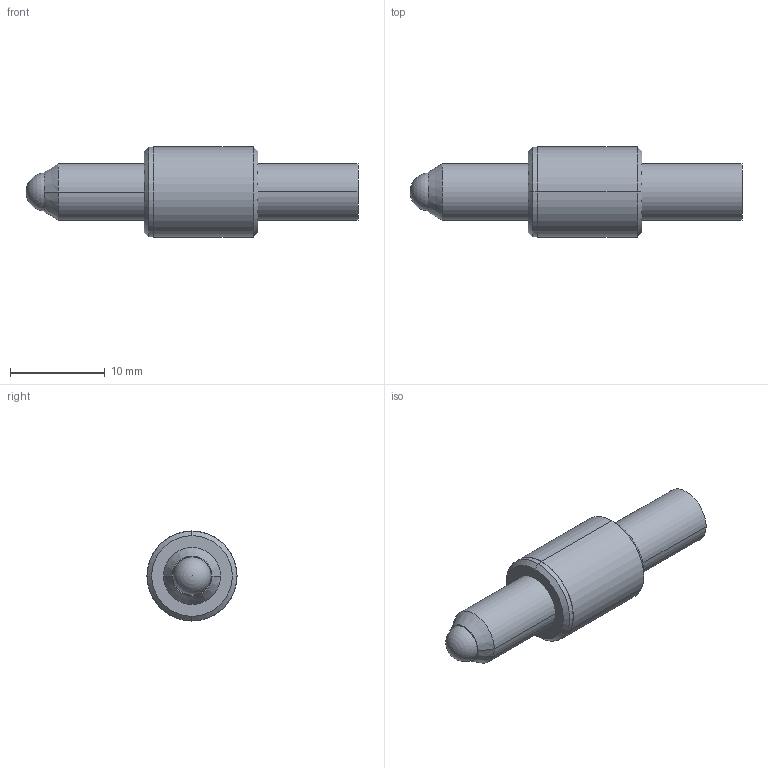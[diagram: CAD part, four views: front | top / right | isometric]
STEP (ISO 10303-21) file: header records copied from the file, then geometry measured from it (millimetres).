
FILE_DESCRIPTION (( 'STEP AP203' ), '1' );
FILE_NAME ('07SRW-6B.STEP', '2022-07-20T01:35:19', ( '' ), ( '' ), 'SwSTEP 2.0', 'SolidWorks 2021', '' );
FILE_SCHEMA (( 'CONFIG_CONTROL_DESIGN' ));
Length unit declared in the file: millimetre
Products named in the file (1): 07SRW-6B
Bounding box: 35 x 9.5 x 9.5 mm (x, y, z)
Volume: 1457 mm3; surface area: 1403.5 mm2
Topology: 3 solids, 3 shells, 32 faces, 71 edges, 44 vertices
Faces by surface type: plane 12, cylinder 10, cone 8, sphere 2
Entity records: 913 total; most frequent: DIRECTION 158, CARTESIAN_POINT 138, ORIENTED_EDGE 128, EDGE_CURVE 64, AXIS2_PLACEMENT_3D 61, VERTEX_POINT 41, EDGE_LOOP 37, VECTOR 36
